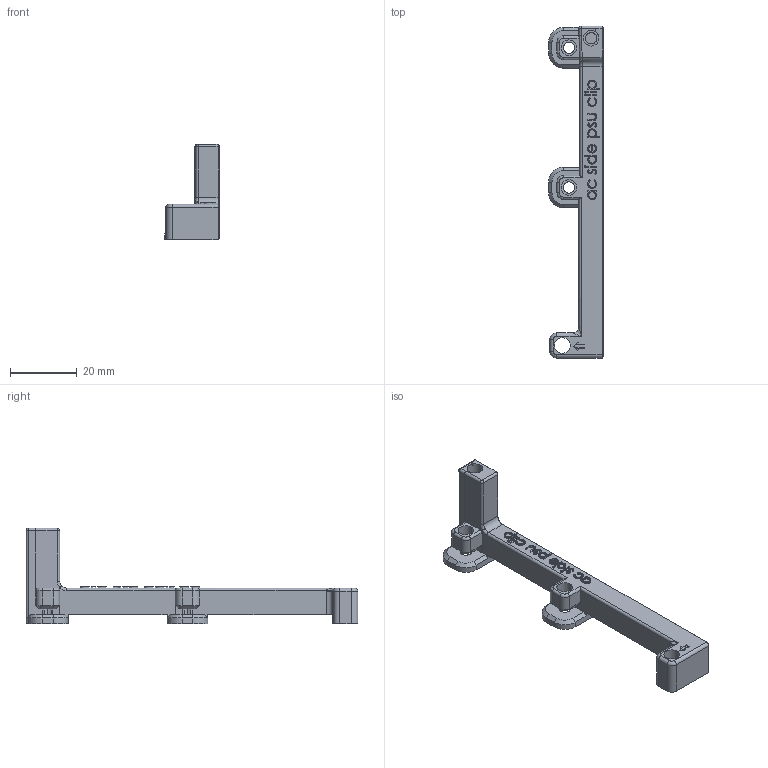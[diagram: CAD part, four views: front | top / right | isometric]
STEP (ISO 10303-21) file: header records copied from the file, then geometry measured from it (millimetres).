
FILE_DESCRIPTION (( 'STEP AP214' ), '1' );
FILE_NAME ('PSU_clip_ac_side.STEP', '2022-01-31T03:54:21', ( '' ), ( '' ), 'SwSTEP 2.0', 'SolidWorks 2021', '' );
FILE_SCHEMA (( 'AUTOMOTIVE_DESIGN' ));
Length unit declared in the file: millimetre
Products named in the file (1): PSU_clip_ac_side
Bounding box: 16.48 x 99.75 x 28.75 mm (x, y, z)
Volume: 8746 mm3; surface area: 5617.2 mm2
Topology: 1 solids, 1 shells, 347 faces, 911 edges, 584 vertices
Faces by surface type: plane 163, bspline 107, cylinder 51, cone 16, torus 8, sphere 2
Entity records: 15402 total; most frequent: CARTESIAN_POINT 7485, ORIENTED_EDGE 1816, DIRECTION 1296, EDGE_CURVE 908, VERTEX_POINT 584, LINE 558, VECTOR 558, EDGE_LOOP 378
